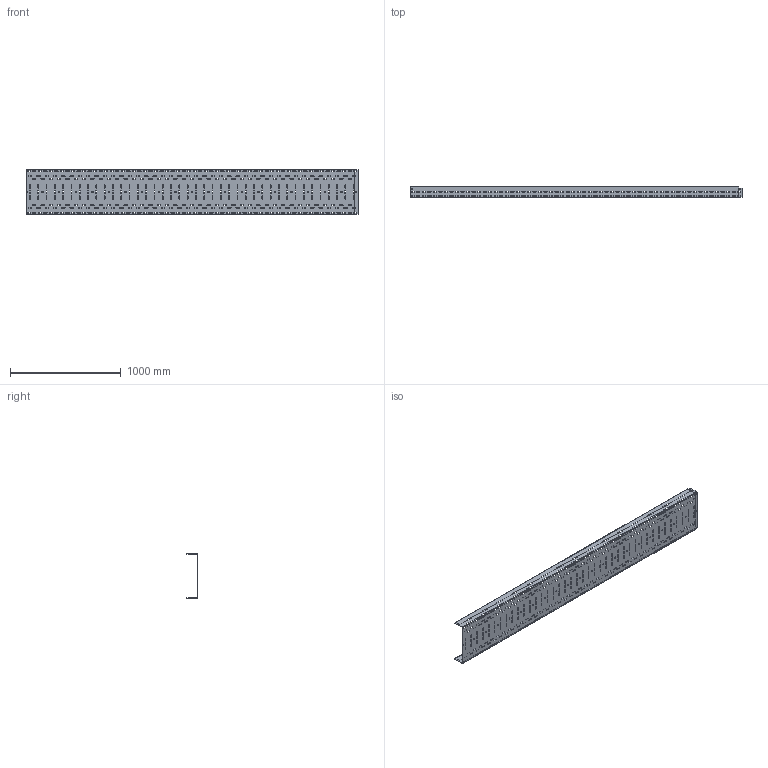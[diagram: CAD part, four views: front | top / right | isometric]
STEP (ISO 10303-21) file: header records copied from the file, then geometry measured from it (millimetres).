
FILE_DESCRIPTION (( 'STEP AP203' ), '1' );
FILE_NAME ('CLP10-100-400-3 Ëîòîê ïåðôîðèðîâàííûé 100õ400õ3000 ÈÝÊ.STEP', '2016-02-04T09:40:30', ( '' ), ( '' ), 'SwSTEP 2.0', 'SolidWorks 2014', '' );
FILE_SCHEMA (( 'CONFIG_CONTROL_DESIGN' ));
Products named in the file (1): CLP10-100-400-3 Ëîòîê ïåðôîðèðîâàííûé 100õ400õ3000 ÈÝÊ
Bounding box: 3000 x 100 x 400 mm (x, y, z)
Volume: 2042149.6 mm3; surface area: 3465824 mm2
Topology: 1 solids, 1 shells, 2647 faces, 8002 edges, 5341 vertices
Faces by surface type: plane 1344, cylinder 1303
Full cylindrical faces by diameter (mm): 11 x19
Entity records: 92917 total; most frequent: CARTESIAN_POINT 15934, ORIENTED_EDGE 15928, DIRECTION 15866, EDGE_CURVE 7964, LINE 5358, VECTOR 5358, VERTEX_POINT 5322, AXIS2_PLACEMENT_3D 5254
